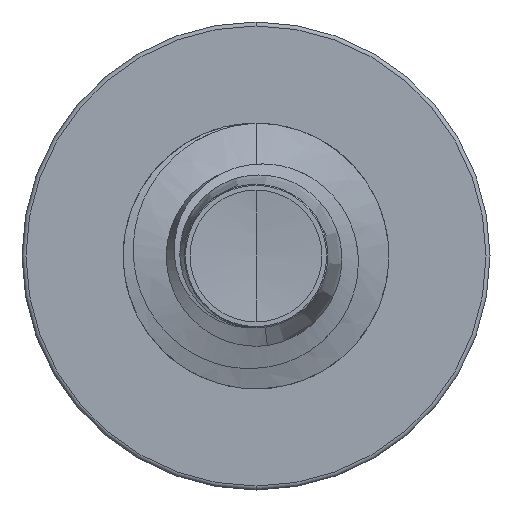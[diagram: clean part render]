
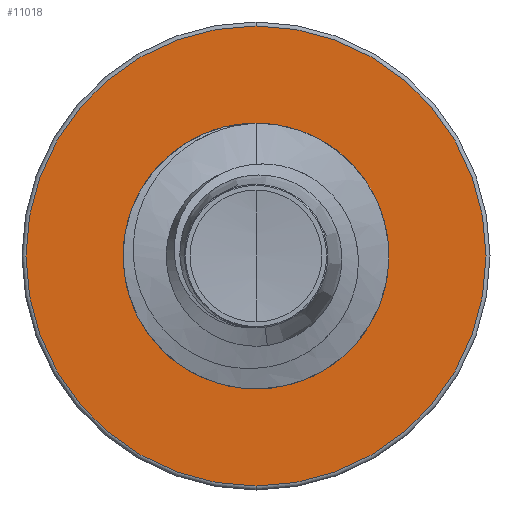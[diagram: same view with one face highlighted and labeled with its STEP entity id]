
A CAD part, front view. The second image highlights one B-rep face of the part: STEP entity #11018.
In plain terms, the highlighted planar face has unit normal (0, -1, 0).
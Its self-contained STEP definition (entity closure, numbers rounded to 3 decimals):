
#241 = VERTEX_POINT ( 'NONE', #1472 ) ;
#475 = DIRECTION ( 'NONE',  ( 0., 0., 1. ) ) ;
#478 = DIRECTION ( 'NONE',  ( 0., 1., 0. ) ) ;
#495 = CARTESIAN_POINT ( 'NONE',  ( 0., 8., 0. ) ) ;
#633 = CARTESIAN_POINT ( 'NONE',  ( 0., 8., 2.415 ) ) ;
#1022 = DIRECTION ( 'NONE',  ( 0., 0., 1. ) ) ;
#1046 = DIRECTION ( 'NONE',  ( 0., 1., 0. ) ) ;
#1095 = CARTESIAN_POINT ( 'NONE',  ( 0., 8., -2.415 ) ) ;
#1193 = FACE_BOUND ( 'NONE', #1346, .T. ) ;
#1346 = EDGE_LOOP ( 'NONE', ( #12325, #4747 ) ) ;
#1360 = PLANE ( 'NONE',  #13116 ) ;
#1472 = CARTESIAN_POINT ( 'NONE',  ( 0., 8., 4.325 ) ) ;
#2210 = EDGE_CURVE ( 'NONE', #7485, #5230, #12706, .T. ) ;
#2410 = DIRECTION ( 'NONE',  ( 0., 0., 1. ) ) ;
#2426 = DIRECTION ( 'NONE',  ( 0., 1., 0. ) ) ;
#2444 = CARTESIAN_POINT ( 'NONE',  ( 0., 8., 0. ) ) ;
#4287 = ORIENTED_EDGE ( 'NONE', *, *, #13692, .F. ) ;
#4747 = ORIENTED_EDGE ( 'NONE', *, *, #2210, .T. ) ;
#5198 = EDGE_CURVE ( 'NONE', #5230, #7485, #10717, .T. ) ;
#5230 = VERTEX_POINT ( 'NONE', #633 ) ;
#5248 = FACE_OUTER_BOUND ( 'NONE', #6348, .T. ) ;
#5843 = CIRCLE ( 'NONE', #11311, 4.325 ) ;
#6348 = EDGE_LOOP ( 'NONE', ( #4287, #7559 ) ) ;
#6522 = CARTESIAN_POINT ( 'NONE',  ( 0., 8., -2.415 ) ) ;
#6742 = CARTESIAN_POINT ( 'NONE',  ( 0., 8., 0. ) ) ;
#6745 = EDGE_CURVE ( 'NONE', #8544, #241, #5843, .T. ) ;
#7214 = CIRCLE ( 'NONE', #13683, 4.325 ) ;
#7485 = VERTEX_POINT ( 'NONE', #6522 ) ;
#7559 = ORIENTED_EDGE ( 'NONE', *, *, #6745, .F. ) ;
#7805 = DIRECTION ( 'NONE',  ( 0., 1., 0. ) ) ;
#7819 = DIRECTION ( 'NONE',  ( 0., 0., 1. ) ) ;
#8013 = AXIS2_PLACEMENT_3D ( 'NONE', #495, #478, #475 ) ;
#8544 = VERTEX_POINT ( 'NONE', #9879 ) ;
#9879 = CARTESIAN_POINT ( 'NONE',  ( 0., 8., -4.325 ) ) ;
#10717 = CIRCLE ( 'NONE', #8013, 2.415 ) ;
#11018 = ADVANCED_FACE ( 'NONE', ( #5248, #1193 ), #1360, .F. ) ;
#11311 = AXIS2_PLACEMENT_3D ( 'NONE', #6742, #7805, #7819 ) ;
#11406 = DIRECTION ( 'NONE',  ( 0., 0., 1. ) ) ;
#11417 = DIRECTION ( 'NONE',  ( 0., 1., 0. ) ) ;
#11427 = CARTESIAN_POINT ( 'NONE',  ( 0., 8., 0. ) ) ;
#12325 = ORIENTED_EDGE ( 'NONE', *, *, #5198, .T. ) ;
#12706 = CIRCLE ( 'NONE', #12831, 2.415 ) ;
#12831 = AXIS2_PLACEMENT_3D ( 'NONE', #11427, #11417, #11406 ) ;
#13116 = AXIS2_PLACEMENT_3D ( 'NONE', #1095, #1046, #1022 ) ;
#13683 = AXIS2_PLACEMENT_3D ( 'NONE', #2444, #2426, #2410 ) ;
#13692 = EDGE_CURVE ( 'NONE', #241, #8544, #7214, .T. ) ;
